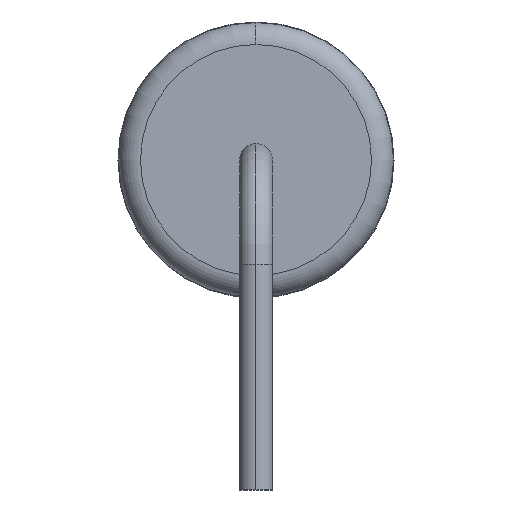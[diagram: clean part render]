
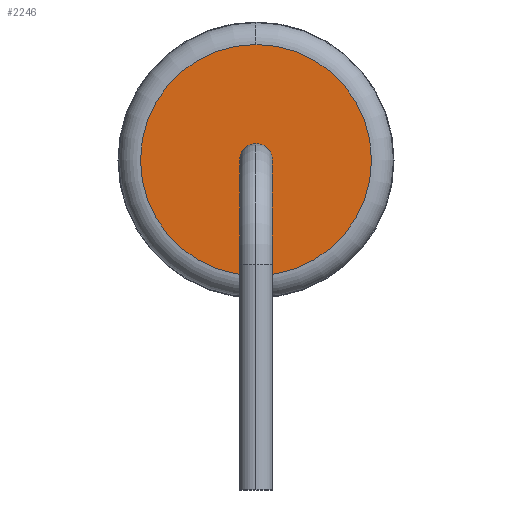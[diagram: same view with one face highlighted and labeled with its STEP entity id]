
A CAD part, left-side view. The second image highlights one B-rep face of the part: STEP entity #2246.
In plain terms, the highlighted planar face has unit normal (-1, 0, 0).
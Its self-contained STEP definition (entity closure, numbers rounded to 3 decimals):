
#254 = CIRCLE ( 'NONE', #5140, 0.3 ) ;
#380 = DIRECTION ( 'NONE',  ( -1., 0., 0. ) ) ;
#385 = DIRECTION ( 'NONE',  ( 1., 0., 0. ) ) ;
#817 = AXIS2_PLACEMENT_3D ( 'NONE', #10858, #385, #8681 ) ;
#1125 = CARTESIAN_POINT ( 'NONE',  ( -5.75, 0., 4.6 ) ) ;
#1344 = DIRECTION ( 'NONE',  ( 1., 0., 0. ) ) ;
#1856 = DIRECTION ( 'NONE',  ( -1., 0., 0. ) ) ;
#1906 = ORIENTED_EDGE ( 'NONE', *, *, #5921, .T. ) ;
#2075 = ORIENTED_EDGE ( 'NONE', *, *, #3274, .T. ) ;
#2139 = CIRCLE ( 'NONE', #12241, 2.1 ) ;
#2246 = ADVANCED_FACE ( 'NONE', ( #3553, #11888 ), #12938, .F. ) ;
#2544 = DIRECTION ( 'NONE',  ( 0., 0., -1. ) ) ;
#2821 = ORIENTED_EDGE ( 'NONE', *, *, #4320, .T. ) ;
#3274 = EDGE_CURVE ( 'NONE', #10439, #7253, #11528, .T. ) ;
#3553 = FACE_BOUND ( 'NONE', #11307, .T. ) ;
#3736 = ORIENTED_EDGE ( 'NONE', *, *, #9033, .T. ) ;
#4320 = EDGE_CURVE ( 'NONE', #8049, #6143, #254, .T. ) ;
#4515 = CIRCLE ( 'NONE', #12161, 0.3 ) ;
#5140 = AXIS2_PLACEMENT_3D ( 'NONE', #9870, #5796, #2544 ) ;
#5256 = CARTESIAN_POINT ( 'NONE',  ( -5.75, 0., 0.4 ) ) ;
#5770 = DIRECTION ( 'NONE',  ( 0., 0., 1. ) ) ;
#5796 = DIRECTION ( 'NONE',  ( 1., 0., 0. ) ) ;
#5921 = EDGE_CURVE ( 'NONE', #7253, #10439, #2139, .T. ) ;
#6143 = VERTEX_POINT ( 'NONE', #9804 ) ;
#6853 = CARTESIAN_POINT ( 'NONE',  ( -5.75, 0., 2.5 ) ) ;
#6989 = DIRECTION ( 'NONE',  ( 0., 0., -1. ) ) ;
#7253 = VERTEX_POINT ( 'NONE', #1125 ) ;
#7876 = DIRECTION ( 'NONE',  ( 0., 0., 1. ) ) ;
#8049 = VERTEX_POINT ( 'NONE', #12461 ) ;
#8681 = DIRECTION ( 'NONE',  ( 0., 0., -1. ) ) ;
#9033 = EDGE_CURVE ( 'NONE', #6143, #8049, #4515, .T. ) ;
#9804 = CARTESIAN_POINT ( 'NONE',  ( -5.75, 0., 2.2 ) ) ;
#9870 = CARTESIAN_POINT ( 'NONE',  ( -5.75, 0., 2.5 ) ) ;
#10274 = CARTESIAN_POINT ( 'NONE',  ( -5.75, 0., 2.5 ) ) ;
#10439 = VERTEX_POINT ( 'NONE', #5256 ) ;
#10858 = CARTESIAN_POINT ( 'NONE',  ( -5.75, 0., 2.5 ) ) ;
#11114 = EDGE_LOOP ( 'NONE', ( #1906, #2075 ) ) ;
#11307 = EDGE_LOOP ( 'NONE', ( #3736, #2821 ) ) ;
#11528 = CIRCLE ( 'NONE', #13301, 2.1 ) ;
#11888 = FACE_OUTER_BOUND ( 'NONE', #11114, .T. ) ;
#11894 = CARTESIAN_POINT ( 'NONE',  ( -5.75, 0., 2.5 ) ) ;
#12161 = AXIS2_PLACEMENT_3D ( 'NONE', #11894, #1344, #6989 ) ;
#12241 = AXIS2_PLACEMENT_3D ( 'NONE', #6853, #380, #5770 ) ;
#12461 = CARTESIAN_POINT ( 'NONE',  ( -5.75, 0., 2.8 ) ) ;
#12938 = PLANE ( 'NONE',  #817 ) ;
#13301 = AXIS2_PLACEMENT_3D ( 'NONE', #10274, #1856, #7876 ) ;
